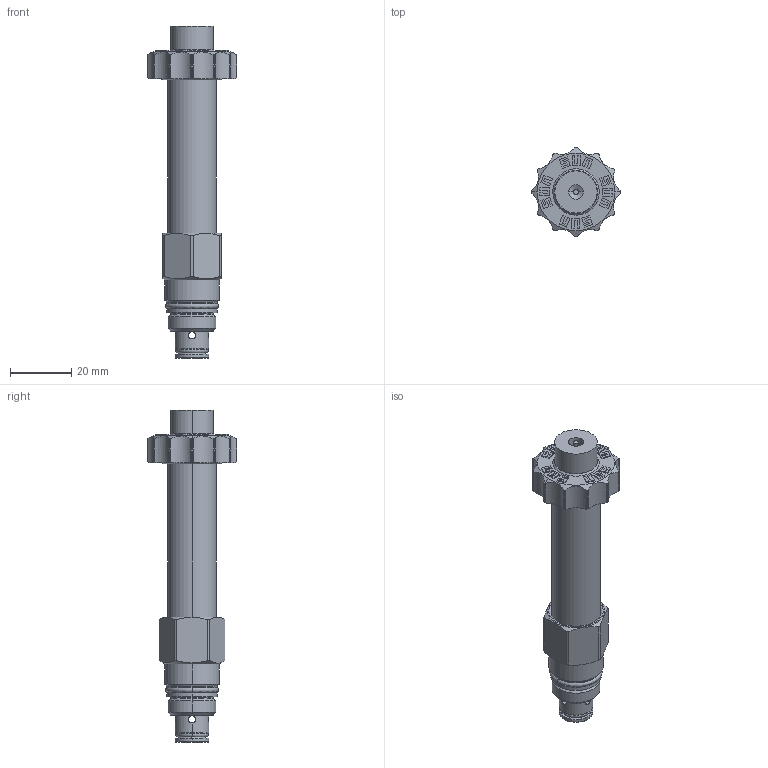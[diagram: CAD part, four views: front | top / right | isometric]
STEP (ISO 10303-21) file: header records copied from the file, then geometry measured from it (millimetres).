
FILE_DESCRIPTION((''),'2;1');
FILE_NAME('DTAF-MHN_PRT','2018-03-28T',('Administrator'),(''),'PRO/ENGINEER BY PARAMETRIC TECHNOLOGY CORPORATION, 2006240','PRO/ENGINEER BY PARAMETRIC TECHNOLOGY CORPORATION, 2006240','');
FILE_SCHEMA(('CONFIG_CONTROL_DESIGN'));
Length unit declared in the file: inch
Products named in the file (1): DTAF-MHN_PRT
Bounding box: 29.21 x 29.21 x 108.74 mm (x, y, z)
Volume: 23057.4 mm3; surface area: 15095.8 mm2
Topology: 2 solids, 2 shells, 452 faces, 1158 edges, 753 vertices
Faces by surface type: plane 172, cylinder 150, torus 60, cone 56, revolution 12, sphere 2
Entity records: 15464 total; most frequent: CARTESIAN_POINT 4234, DIRECTION 2394, ORIENTED_EDGE 2314, EDGE_CURVE 1157, AXIS2_PLACEMENT_3D 921, VERTEX_POINT 753, VECTOR 540, LINE 540
